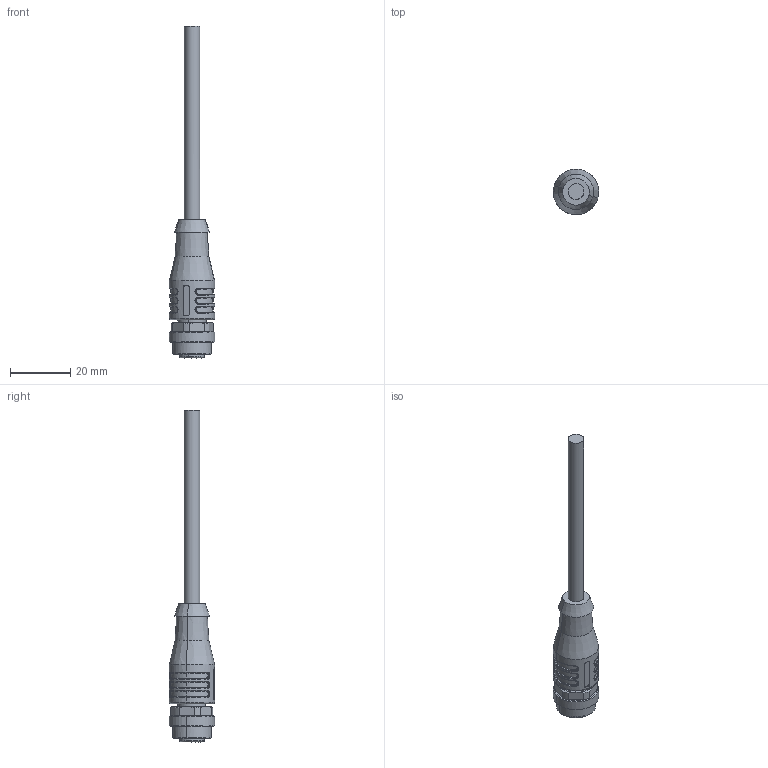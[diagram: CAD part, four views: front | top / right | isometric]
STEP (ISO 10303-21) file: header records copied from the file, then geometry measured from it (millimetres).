
FILE_DESCRIPTION(('CATIA V5 STEP Exchange','CAx-IF Rec.Pracs.--- Model Styling and Organization---1.4--- 2014-01-23'),'2;1');
FILE_NAME ('217757-2_0', '2023-09-11T06:45:05+00:00', ('none'), ('Weidmueller'), 'CATIA Version 5-6 Release 2016 SP3 HF44', 'CATIA V5 STEP AP214', 'none');
FILE_SCHEMA(('AUTOMOTIVE_DESIGN { 1 0 10303 214 1 1 1 1 }'));
Length unit declared in the file: millimetre
Products named in the file (1): 1424271000
Bounding box: 14.98 x 14.97 x 109.9 mm (x, y, z)
Volume: 7046.1 mm3; surface area: 4257.7 mm2
Topology: 2 solids, 2 shells, 461 faces, 1195 edges, 779 vertices
Faces by surface type: plane 140, extrusion 116, cylinder 96, bspline 54, cone 44, torus 11
Entity records: 17322 total; most frequent: CARTESIAN_POINT 7458, ORIENTED_EDGE 2390, DIRECTION 1348, EDGE_CURVE 1195, VERTEX_POINT 779, VECTOR 611, B_SPLINE_CURVE_WITH_KNOTS 514, EDGE_LOOP 506
